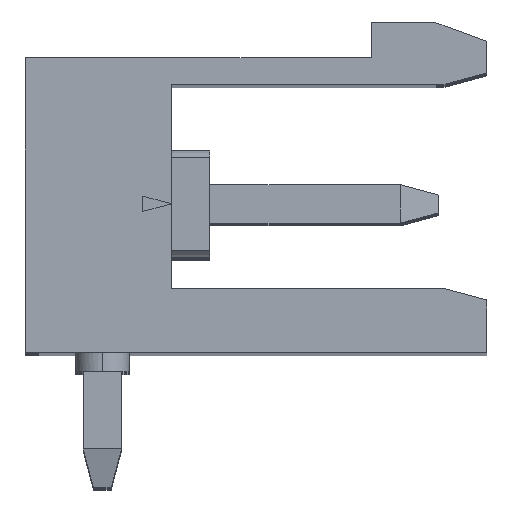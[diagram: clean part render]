
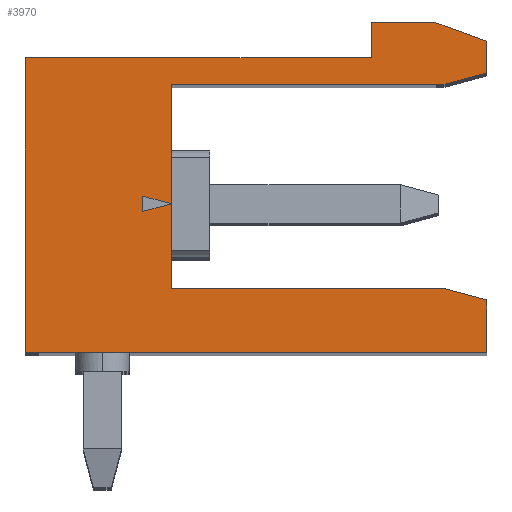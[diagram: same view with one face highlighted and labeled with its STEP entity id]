
A CAD part, top view. The second image highlights one B-rep face of the part: STEP entity #3970.
In plain terms, the highlighted planar face has unit normal (0, 0, 1).
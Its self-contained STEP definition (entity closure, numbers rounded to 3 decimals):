
#72 = ORIENTED_EDGE ( 'NONE', *, *, #8610, .T. ) ;
#91 = CARTESIAN_POINT ( 'NONE',  ( 36.627, 44.573, 2.54 ) ) ;
#95 = DIRECTION ( 'NONE',  ( 0., 1., 0. ) ) ;
#419 = CARTESIAN_POINT ( 'NONE',  ( 36.627, 37.773, 2.54 ) ) ;
#582 = DIRECTION ( 'NONE',  ( 0.966, -0.259, 0. ) ) ;
#614 = CARTESIAN_POINT ( 'NONE',  ( 48.627, 39.143, 2.54 ) ) ;
#626 = VERTEX_POINT ( 'NONE', #6536 ) ;
#690 = ORIENTED_EDGE ( 'NONE', *, *, #4105, .T. ) ;
#967 = ORIENTED_EDGE ( 'NONE', *, *, #4875, .T. ) ;
#998 = VERTEX_POINT ( 'NONE', #9507 ) ;
#1019 = AXIS2_PLACEMENT_3D ( 'NONE', #17375, #7312, #19056 ) ;
#1250 = VECTOR ( 'NONE', #10615, 1000. ) ;
#1607 = VERTEX_POINT ( 'NONE', #10486 ) ;
#1877 = EDGE_CURVE ( 'NONE', #4939, #18484, #16736, .T. ) ;
#2035 = DIRECTION ( 'NONE',  ( -0.966, -0.259, 0. ) ) ;
#2284 = LINE ( 'NONE', #91, #19624 ) ;
#2311 = FACE_OUTER_BOUND ( 'NONE', #12052, .T. ) ;
#2386 = CARTESIAN_POINT ( 'NONE',  ( 47.427, 46.373, 2.54 ) ) ;
#2545 = VECTOR ( 'NONE', #18129, 1000. ) ;
#2852 = EDGE_CURVE ( 'NONE', #2966, #998, #20133, .T. ) ;
#2946 = ORIENTED_EDGE ( 'NONE', *, *, #10668, .T. ) ;
#2966 = VERTEX_POINT ( 'NONE', #614 ) ;
#3182 = VECTOR ( 'NONE', #12448, 1000. ) ;
#3444 = DIRECTION ( 'NONE',  ( 0., 1., 0. ) ) ;
#3970 = ADVANCED_FACE ( 'NONE', ( #2311, #6242 ), #10593, .T. ) ;
#4052 = VERTEX_POINT ( 'NONE', #20931 ) ;
#4105 = EDGE_CURVE ( 'NONE', #626, #16865, #16954, .T. ) ;
#4130 = VECTOR ( 'NONE', #6188, 1000. ) ;
#4138 = VECTOR ( 'NONE', #95, 1000. ) ;
#4612 = CARTESIAN_POINT ( 'NONE',  ( 47.253, 46.373, 2.54 ) ) ;
#4800 = DIRECTION ( 'NONE',  ( -1., 0., 0. ) ) ;
#4875 = EDGE_CURVE ( 'NONE', #13335, #4052, #8806, .T. ) ;
#4939 = VERTEX_POINT ( 'NONE', #6024 ) ;
#5163 = CARTESIAN_POINT ( 'NONE',  ( 40.427, 41.643, 2.54 ) ) ;
#5276 = CARTESIAN_POINT ( 'NONE',  ( 48.627, 39.143, 2.54 ) ) ;
#5368 = EDGE_CURVE ( 'NONE', #626, #16394, #14612, .T. ) ;
#5396 = CARTESIAN_POINT ( 'NONE',  ( 48.627, 37.773, 2.54 ) ) ;
#5570 = CARTESIAN_POINT ( 'NONE',  ( 39.845, 39.443, 2.54 ) ) ;
#6024 = CARTESIAN_POINT ( 'NONE',  ( 40.427, 39.443, 2.54 ) ) ;
#6068 = CARTESIAN_POINT ( 'NONE',  ( 45.627, 46.373, 2.54 ) ) ;
#6188 = DIRECTION ( 'NONE',  ( -1., 0., 0. ) ) ;
#6242 = FACE_BOUND ( 'NONE', #18987, .T. ) ;
#6536 = CARTESIAN_POINT ( 'NONE',  ( 45.627, 45.443, 2.54 ) ) ;
#6650 = CARTESIAN_POINT ( 'NONE',  ( 39.677, 39.69, 2.54 ) ) ;
#6717 = ORIENTED_EDGE ( 'NONE', *, *, #12029, .F. ) ;
#6766 = CARTESIAN_POINT ( 'NONE',  ( 48.627, 39.69, 2.54 ) ) ;
#7033 = CARTESIAN_POINT ( 'NONE',  ( 40.427, 41.643, 2.54 ) ) ;
#7094 = VERTEX_POINT ( 'NONE', #5163 ) ;
#7179 = VERTEX_POINT ( 'NONE', #17098 ) ;
#7244 = CARTESIAN_POINT ( 'NONE',  ( 47.464, 44.736, 2.54 ) ) ;
#7280 = VECTOR ( 'NONE', #16914, 1000. ) ;
#7312 = DIRECTION ( 'NONE',  ( 0., 0., 1. ) ) ;
#7401 = DIRECTION ( 'NONE',  ( 1., 0., 0. ) ) ;
#7476 = EDGE_CURVE ( 'NONE', #16474, #4052, #15407, .T. ) ;
#8366 = VECTOR ( 'NONE', #19509, 1000. ) ;
#8443 = LINE ( 'NONE', #17466, #16837 ) ;
#8522 = VERTEX_POINT ( 'NONE', #419 ) ;
#8573 = LINE ( 'NONE', #6766, #4138 ) ;
#8578 = LINE ( 'NONE', #13178, #12549 ) ;
#8610 = EDGE_CURVE ( 'NONE', #18484, #14885, #8443, .T. ) ;
#8718 = VECTOR ( 'NONE', #18387, 1000. ) ;
#8806 = LINE ( 'NONE', #14341, #12784 ) ;
#9021 = CARTESIAN_POINT ( 'NONE',  ( 40.427, 39.69, 2.54 ) ) ;
#9185 = VECTOR ( 'NONE', #10614, 1000. ) ;
#9230 = CARTESIAN_POINT ( 'NONE',  ( 45.627, 46.373, 2.54 ) ) ;
#9390 = ORIENTED_EDGE ( 'NONE', *, *, #14683, .T. ) ;
#9440 = CARTESIAN_POINT ( 'NONE',  ( 47.468, 44.737, 2.54 ) ) ;
#9507 = CARTESIAN_POINT ( 'NONE',  ( 47.507, 39.443, 2.54 ) ) ;
#9752 = ORIENTED_EDGE ( 'NONE', *, *, #20356, .F. ) ;
#9972 = ORIENTED_EDGE ( 'NONE', *, *, #12163, .F. ) ;
#10249 = EDGE_CURVE ( 'NONE', #7094, #7179, #16907, .T. ) ;
#10262 = ORIENTED_EDGE ( 'NONE', *, *, #13410, .F. ) ;
#10342 = CARTESIAN_POINT ( 'NONE',  ( 36.627, 45.443, 2.54 ) ) ;
#10486 = CARTESIAN_POINT ( 'NONE',  ( 39.677, 41.844, 2.54 ) ) ;
#10531 = CARTESIAN_POINT ( 'NONE',  ( 39.677, 41.844, 2.54 ) ) ;
#10593 = PLANE ( 'NONE',  #1019 ) ;
#10614 = DIRECTION ( 'NONE',  ( -1., 0., 0. ) ) ;
#10615 = DIRECTION ( 'NONE',  ( 0., 1., 0. ) ) ;
#10668 = EDGE_CURVE ( 'NONE', #7179, #1607, #21609, .T. ) ;
#11368 = ORIENTED_EDGE ( 'NONE', *, *, #5368, .F. ) ;
#12029 = EDGE_CURVE ( 'NONE', #14250, #8522, #8578, .T. ) ;
#12052 = EDGE_LOOP ( 'NONE', ( #15488, #21728, #72, #9752, #967, #18327, #10262, #11368, #690, #9972, #6717, #9390, #14005 ) ) ;
#12163 = EDGE_CURVE ( 'NONE', #8522, #16865, #2284, .T. ) ;
#12448 = DIRECTION ( 'NONE',  ( 1., 0., 0. ) ) ;
#12549 = VECTOR ( 'NONE', #4800, 1000. ) ;
#12669 = LINE ( 'NONE', #2386, #3182 ) ;
#12699 = EDGE_CURVE ( 'NONE', #1607, #7094, #15610, .T. ) ;
#12784 = VECTOR ( 'NONE', #16005, 1000. ) ;
#13178 = CARTESIAN_POINT ( 'NONE',  ( 38.127, 37.773, 2.54 ) ) ;
#13335 = VERTEX_POINT ( 'NONE', #19119 ) ;
#13399 = ORIENTED_EDGE ( 'NONE', *, *, #12699, .T. ) ;
#13410 = EDGE_CURVE ( 'NONE', #16394, #16474, #12669, .T. ) ;
#13841 = EDGE_CURVE ( 'NONE', #998, #4939, #14217, .T. ) ;
#14005 = ORIENTED_EDGE ( 'NONE', *, *, #2852, .T. ) ;
#14217 = LINE ( 'NONE', #5570, #9185 ) ;
#14250 = VERTEX_POINT ( 'NONE', #5396 ) ;
#14341 = CARTESIAN_POINT ( 'NONE',  ( 48.627, 39.69, 2.54 ) ) ;
#14612 = LINE ( 'NONE', #9230, #19069 ) ;
#14683 = EDGE_CURVE ( 'NONE', #14250, #2966, #8573, .T. ) ;
#14885 = VERTEX_POINT ( 'NONE', #7244 ) ;
#15407 = LINE ( 'NONE', #16494, #2545 ) ;
#15488 = ORIENTED_EDGE ( 'NONE', *, *, #13841, .T. ) ;
#15610 = LINE ( 'NONE', #10531, #20075 ) ;
#16005 = DIRECTION ( 'NONE',  ( 0., 1., 0. ) ) ;
#16236 = CARTESIAN_POINT ( 'NONE',  ( 39.845, 45.443, 2.54 ) ) ;
#16394 = VERTEX_POINT ( 'NONE', #6068 ) ;
#16474 = VERTEX_POINT ( 'NONE', #4612 ) ;
#16494 = CARTESIAN_POINT ( 'NONE',  ( 47.94, 46.123, 2.54 ) ) ;
#16736 = LINE ( 'NONE', #9021, #1250 ) ;
#16837 = VECTOR ( 'NONE', #7401, 1000. ) ;
#16865 = VERTEX_POINT ( 'NONE', #10342 ) ;
#16907 = LINE ( 'NONE', #7033, #20840 ) ;
#16914 = DIRECTION ( 'NONE',  ( -0.966, 0.259, 0. ) ) ;
#16954 = LINE ( 'NONE', #16236, #4130 ) ;
#17098 = CARTESIAN_POINT ( 'NONE',  ( 39.677, 41.442, 2.54 ) ) ;
#17375 = CARTESIAN_POINT ( 'NONE',  ( 39.845, 39.69, 2.54 ) ) ;
#17466 = CARTESIAN_POINT ( 'NONE',  ( 39.845, 44.736, 2.54 ) ) ;
#18129 = DIRECTION ( 'NONE',  ( 0.94, -0.342, 0. ) ) ;
#18327 = ORIENTED_EDGE ( 'NONE', *, *, #7476, .F. ) ;
#18387 = DIRECTION ( 'NONE',  ( 0., 1., 0. ) ) ;
#18484 = VERTEX_POINT ( 'NONE', #19107 ) ;
#18987 = EDGE_LOOP ( 'NONE', ( #13399, #20376, #2946 ) ) ;
#19056 = DIRECTION ( 'NONE',  ( 1., 0., 0. ) ) ;
#19069 = VECTOR ( 'NONE', #19292, 1000. ) ;
#19107 = CARTESIAN_POINT ( 'NONE',  ( 40.427, 44.736, 2.54 ) ) ;
#19119 = CARTESIAN_POINT ( 'NONE',  ( 48.627, 45.048, 2.54 ) ) ;
#19292 = DIRECTION ( 'NONE',  ( 0., 1., 0. ) ) ;
#19509 = DIRECTION ( 'NONE',  ( -0.966, -0.259, 0. ) ) ;
#19624 = VECTOR ( 'NONE', #3444, 1000. ) ;
#20075 = VECTOR ( 'NONE', #582, 1000. ) ;
#20133 = LINE ( 'NONE', #5276, #7280 ) ;
#20356 = EDGE_CURVE ( 'NONE', #13335, #14885, #21772, .T. ) ;
#20376 = ORIENTED_EDGE ( 'NONE', *, *, #10249, .T. ) ;
#20840 = VECTOR ( 'NONE', #2035, 1000. ) ;
#20931 = CARTESIAN_POINT ( 'NONE',  ( 48.627, 45.873, 2.54 ) ) ;
#21609 = LINE ( 'NONE', #6650, #8718 ) ;
#21728 = ORIENTED_EDGE ( 'NONE', *, *, #1877, .T. ) ;
#21772 = LINE ( 'NONE', #9440, #8366 ) ;
